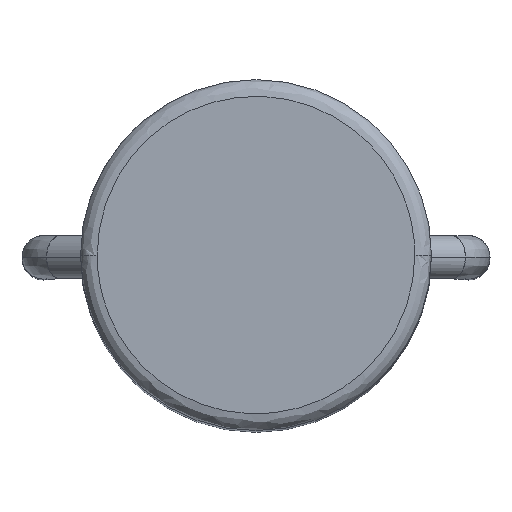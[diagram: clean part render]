
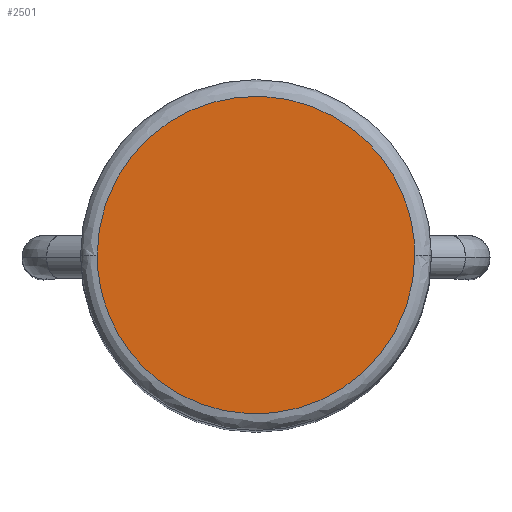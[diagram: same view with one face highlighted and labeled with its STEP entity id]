
A CAD part, top view. The second image highlights one B-rep face of the part: STEP entity #2501.
In plain terms, the highlighted planar face has unit normal (0, 0, 1).
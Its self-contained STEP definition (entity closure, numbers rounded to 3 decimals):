
#18 = EDGE_CURVE ( 'NONE', #1543, #1361, #1620, .T. ) ;
#57 = EDGE_LOOP ( 'NONE', ( #1610, #1239 ) ) ;
#391 = CARTESIAN_POINT ( 'NONE',  ( 0.32, 0., 8.2 ) ) ;
#493 =( BOUNDED_CURVE ( )  B_SPLINE_CURVE ( 3, ( #1006, #2351, #1241, #2792 ),
 .UNSPECIFIED., .F., .F. ) 
 B_SPLINE_CURVE_WITH_KNOTS ( ( 4, 4 ),
 ( 0., 0.5 ),
 .UNSPECIFIED. ) 
 CURVE ( )  GEOMETRIC_REPRESENTATION_ITEM ( )  RATIONAL_B_SPLINE_CURVE ( ( 1., 0.333, 0.333, 1. ) ) 
 REPRESENTATION_ITEM ( '' )  );
#507 = CARTESIAN_POINT ( 'NONE',  ( 2.22, 0., 8.2 ) ) ;
#518 = FACE_OUTER_BOUND ( 'NONE', #57, .T. ) ;
#654 = CARTESIAN_POINT ( 'NONE',  ( 2.22, 1.9, 8.2 ) ) ;
#894 = DIRECTION ( 'NONE',  ( 0., 0., 1. ) ) ;
#1006 = CARTESIAN_POINT ( 'NONE',  ( 2.22, 0., 8.2 ) ) ;
#1103 = CARTESIAN_POINT ( 'NONE',  ( 0.32, 1.9, 8.2 ) ) ;
#1239 = ORIENTED_EDGE ( 'NONE', *, *, #18, .F. ) ;
#1241 = CARTESIAN_POINT ( 'NONE',  ( 0.32, -1.9, 8.2 ) ) ;
#1321 = PLANE ( 'NONE',  #2575 ) ;
#1361 = VERTEX_POINT ( 'NONE', #507 ) ;
#1543 = VERTEX_POINT ( 'NONE', #1992 ) ;
#1610 = ORIENTED_EDGE ( 'NONE', *, *, #2110, .F. ) ;
#1620 =( BOUNDED_CURVE ( )  B_SPLINE_CURVE ( 3, ( #391, #1103, #654, #1930 ),
 .UNSPECIFIED., .F., .F. ) 
 B_SPLINE_CURVE_WITH_KNOTS ( ( 4, 4 ),
 ( 0.5, 1. ),
 .UNSPECIFIED. ) 
 CURVE ( )  GEOMETRIC_REPRESENTATION_ITEM ( )  RATIONAL_B_SPLINE_CURVE ( ( 1., 0.333, 0.333, 1. ) ) 
 REPRESENTATION_ITEM ( '' )  );
#1930 = CARTESIAN_POINT ( 'NONE',  ( 2.22, 0., 8.2 ) ) ;
#1992 = CARTESIAN_POINT ( 'NONE',  ( 0.32, 0., 8.2 ) ) ;
#2110 = EDGE_CURVE ( 'NONE', #1361, #1543, #493, .T. ) ;
#2234 = CARTESIAN_POINT ( 'NONE',  ( 1.27, 0., 8.2 ) ) ;
#2351 = CARTESIAN_POINT ( 'NONE',  ( 2.22, -1.9, 8.2 ) ) ;
#2457 = DIRECTION ( 'NONE',  ( 1., 0., 0. ) ) ;
#2501 = ADVANCED_FACE ( 'NONE', ( #518 ), #1321, .T. ) ;
#2575 = AXIS2_PLACEMENT_3D ( 'NONE', #2234, #894, #2457 ) ;
#2792 = CARTESIAN_POINT ( 'NONE',  ( 0.32, 0., 8.2 ) ) ;
